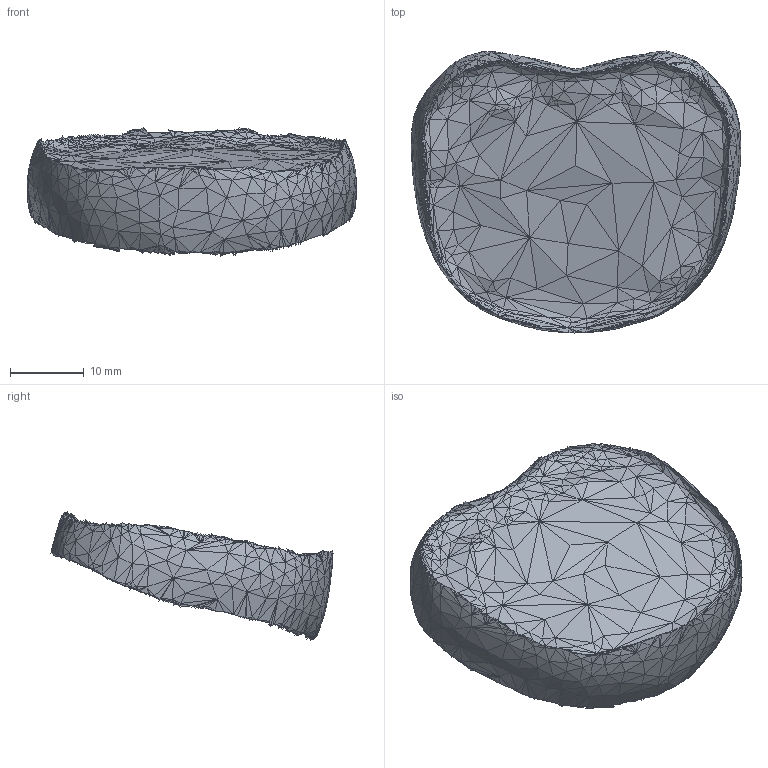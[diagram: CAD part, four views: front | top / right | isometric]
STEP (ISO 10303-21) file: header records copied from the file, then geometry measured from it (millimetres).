
FILE_DESCRIPTION(/* description */ (''),/* implementation_level */ '2;1');
FILE_NAME(/* name */ 'L3.step',/* time_stamp */ '2022-06-21T12:25:34-04:00',/* author */ (''),/* organization */ (''),/* preprocessor_version */ 'ST-DEVELOPER v19',/* originating_system */ 'Autodesk Translation Framework v11.7.0.108',/* authorisation */ '');
FILE_SCHEMA (('AUTOMOTIVE_DESIGN { 1 0 10303 214 3 1 1 }'));
Products named in the file (1): Intervertebral disk of third lumbar vertebra
Bounding box: 44.73 x 38.27 x 17.41 mm (x, y, z)
Volume: 7895.1 mm3; surface area: 4077.1 mm2
Topology: 1 solids, 1 shells, 3454 faces, 5181 edges, 1717 vertices
Faces by surface type: plane 3454
Entity records: 67374 total; most frequent: DIRECTION 12091, ORIENTED_EDGE 10362, CARTESIAN_POINT 10353, LINE 5181, VECTOR 5181, EDGE_CURVE 5181, AXIS2_PLACEMENT_3D 3455, FACE_OUTER_BOUND 3454
